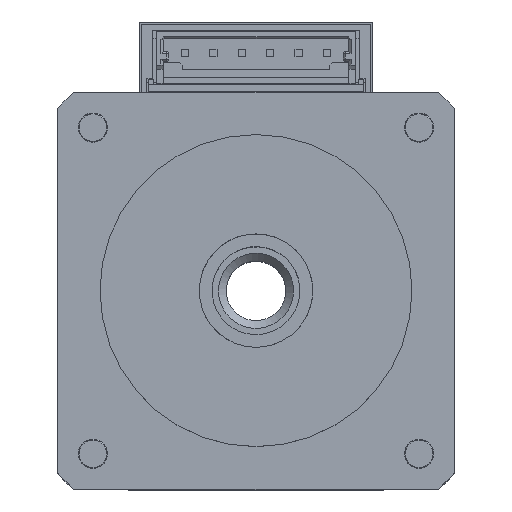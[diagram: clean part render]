
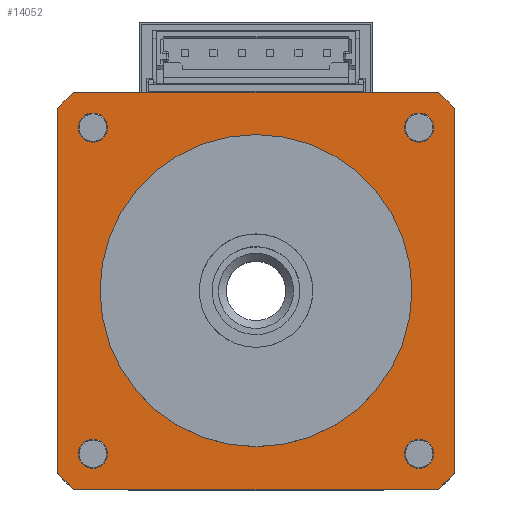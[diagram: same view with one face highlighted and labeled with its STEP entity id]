
A CAD part, top view. The second image highlights one B-rep face of the part: STEP entity #14052.
In plain terms, the highlighted planar face has unit normal (0, 0, 1).
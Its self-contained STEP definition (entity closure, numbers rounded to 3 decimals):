
#13818=CARTESIAN_POINT('',(12.525,-11.5,15.85));
#13819=VERTEX_POINT('',#13818);
#13820=CARTESIAN_POINT('',(11.5,-11.5,15.85));
#13821=DIRECTION('',(0.0,0.0,-1.0));
#13822=DIRECTION('',(1.0,0.0,0.0));
#13823=AXIS2_PLACEMENT_3D('',#13820,#13821,#13822);
#13824=CIRCLE('',#13823,1.025);
#13825=EDGE_CURVE('',#13819,#13819,#13824,.T.);
#13838=CARTESIAN_POINT('',(-10.475,11.5,15.85));
#13839=VERTEX_POINT('',#13838);
#13840=CARTESIAN_POINT('',(-11.5,11.5,15.85));
#13841=DIRECTION('',(0.0,0.0,-1.0));
#13842=DIRECTION('',(1.0,0.0,0.0));
#13843=AXIS2_PLACEMENT_3D('',#13840,#13841,#13842);
#13844=CIRCLE('',#13843,1.025);
#13845=EDGE_CURVE('',#13839,#13839,#13844,.T.);
#13858=CARTESIAN_POINT('',(12.525,11.5,15.85));
#13859=VERTEX_POINT('',#13858);
#13860=CARTESIAN_POINT('',(11.5,11.5,15.85));
#13861=DIRECTION('',(0.0,0.0,-1.0));
#13862=DIRECTION('',(1.0,0.0,0.0));
#13863=AXIS2_PLACEMENT_3D('',#13860,#13861,#13862);
#13864=CIRCLE('',#13863,1.025);
#13865=EDGE_CURVE('',#13859,#13859,#13864,.T.);
#13878=CARTESIAN_POINT('',(-10.475,-11.5,15.85));
#13879=VERTEX_POINT('',#13878);
#13880=CARTESIAN_POINT('',(-11.5,-11.5,15.85));
#13881=DIRECTION('',(0.0,0.0,-1.0));
#13882=DIRECTION('',(1.0,0.0,0.0));
#13883=AXIS2_PLACEMENT_3D('',#13880,#13881,#13882);
#13884=CIRCLE('',#13883,1.025);
#13885=EDGE_CURVE('',#13879,#13879,#13884,.T.);
#13906=CARTESIAN_POINT('',(11.0,0.,15.85));
#13907=VERTEX_POINT('',#13906);
#13908=CARTESIAN_POINT('',(0.0,0.0,15.85));
#13909=DIRECTION('',(0.0,0.0,-1.0));
#13910=DIRECTION('',(-1.0,0.0,0.0));
#13911=AXIS2_PLACEMENT_3D('',#13908,#13909,#13910);
#13912=CIRCLE('',#13911,11.0);
#13913=EDGE_CURVE('',#13907,#13907,#13912,.T.);
#13946=CARTESIAN_POINT('',(-12.845,-14.0,15.85));
#13947=VERTEX_POINT('',#13946);
#13954=CARTESIAN_POINT('',(-14.,-12.845,15.85));
#13955=VERTEX_POINT('',#13954);
#13956=CARTESIAN_POINT('',(0.0,0.0,15.85));
#13957=DIRECTION('',(0.0,0.0,1.0));
#13958=DIRECTION('',(0.737,0.676,0.0));
#13959=AXIS2_PLACEMENT_3D('',#13956,#13957,#13958);
#13960=CIRCLE('',#13959,19.);
#13961=EDGE_CURVE('',#13955,#13947,#13960,.T.);
#13972=CARTESIAN_POINT('',(0.,0.,15.85));
#13973=DIRECTION('',(0.0,0.0,1.0));
#13974=DIRECTION('',(1.0,0.0,0.0));
#13975=AXIS2_PLACEMENT_3D('',#13972,#13973,#13974);
#13976=PLANE('',#13975);
#13977=ORIENTED_EDGE('',*,*,#13961,.T.);
#13978=CARTESIAN_POINT('',(12.845,-14.0,15.85));
#13979=VERTEX_POINT('',#13978);
#13980=CARTESIAN_POINT('',(-12.845,-14.,15.85));
#13981=DIRECTION('',(1.0,0.0,0.0));
#13982=VECTOR('',#13981,25.69);
#13983=LINE('',#13980,#13982);
#13984=EDGE_CURVE('',#13947,#13979,#13983,.T.);
#13985=ORIENTED_EDGE('',*,*,#13984,.T.);
#13986=CARTESIAN_POINT('',(14.,-12.845,15.85));
#13987=VERTEX_POINT('',#13986);
#13988=CARTESIAN_POINT('',(0.0,0.0,15.85));
#13989=DIRECTION('',(0.0,0.0,1.0));
#13990=DIRECTION('',(-0.737,0.676,0.0));
#13991=AXIS2_PLACEMENT_3D('',#13988,#13989,#13990);
#13992=CIRCLE('',#13991,19.);
#13993=EDGE_CURVE('',#13979,#13987,#13992,.T.);
#13994=ORIENTED_EDGE('',*,*,#13993,.T.);
#13995=CARTESIAN_POINT('',(14.,12.845,15.85));
#13996=VERTEX_POINT('',#13995);
#13997=CARTESIAN_POINT('',(14.,-12.845,15.85));
#13998=DIRECTION('',(0.0,1.0,0.0));
#13999=VECTOR('',#13998,25.69);
#14000=LINE('',#13997,#13999);
#14001=EDGE_CURVE('',#13987,#13996,#14000,.T.);
#14002=ORIENTED_EDGE('',*,*,#14001,.T.);
#14003=CARTESIAN_POINT('',(12.845,14.0,15.85));
#14004=VERTEX_POINT('',#14003);
#14005=CARTESIAN_POINT('',(0.0,0.0,15.85));
#14006=DIRECTION('',(0.0,0.0,1.0));
#14007=DIRECTION('',(-0.737,-0.676,0.0));
#14008=AXIS2_PLACEMENT_3D('',#14005,#14006,#14007);
#14009=CIRCLE('',#14008,19.);
#14010=EDGE_CURVE('',#13996,#14004,#14009,.T.);
#14011=ORIENTED_EDGE('',*,*,#14010,.T.);
#14012=CARTESIAN_POINT('',(-12.845,14.0,15.85));
#14013=VERTEX_POINT('',#14012);
#14014=CARTESIAN_POINT('',(12.845,14.0,15.85));
#14015=DIRECTION('',(-1.0,0.0,0.0));
#14016=VECTOR('',#14015,25.69);
#14017=LINE('',#14014,#14016);
#14018=EDGE_CURVE('',#14004,#14013,#14017,.T.);
#14019=ORIENTED_EDGE('',*,*,#14018,.T.);
#14020=CARTESIAN_POINT('',(-14.,12.845,15.85));
#14021=VERTEX_POINT('',#14020);
#14022=CARTESIAN_POINT('',(0.0,0.0,15.85));
#14023=DIRECTION('',(0.0,0.0,1.0));
#14024=DIRECTION('',(0.737,-0.676,0.0));
#14025=AXIS2_PLACEMENT_3D('',#14022,#14023,#14024);
#14026=CIRCLE('',#14025,19.);
#14027=EDGE_CURVE('',#14013,#14021,#14026,.T.);
#14028=ORIENTED_EDGE('',*,*,#14027,.T.);
#14029=CARTESIAN_POINT('',(-14.,12.845,15.85));
#14030=DIRECTION('',(0.0,-1.0,0.0));
#14031=VECTOR('',#14030,25.69);
#14032=LINE('',#14029,#14031);
#14033=EDGE_CURVE('',#14021,#13955,#14032,.T.);
#14034=ORIENTED_EDGE('',*,*,#14033,.T.);
#14035=EDGE_LOOP('',(#13977,#13985,#13994,#14002,#14011,#14019,#14028,#14034));
#14036=FACE_OUTER_BOUND('',#14035,.T.);
#14037=ORIENTED_EDGE('',*,*,#13825,.T.);
#14038=EDGE_LOOP('',(#14037));
#14039=FACE_BOUND('',#14038,.T.);
#14040=ORIENTED_EDGE('',*,*,#13845,.T.);
#14041=EDGE_LOOP('',(#14040));
#14042=FACE_BOUND('',#14041,.T.);
#14043=ORIENTED_EDGE('',*,*,#13865,.T.);
#14044=EDGE_LOOP('',(#14043));
#14045=FACE_BOUND('',#14044,.T.);
#14046=ORIENTED_EDGE('',*,*,#13885,.T.);
#14047=EDGE_LOOP('',(#14046));
#14048=FACE_BOUND('',#14047,.T.);
#14049=ORIENTED_EDGE('',*,*,#13913,.T.);
#14050=EDGE_LOOP('',(#14049));
#14051=FACE_BOUND('',#14050,.T.);
#14052=ADVANCED_FACE('',(#14036,#14039,#14042,#14045,#14048,#14051),#13976,.T.);
